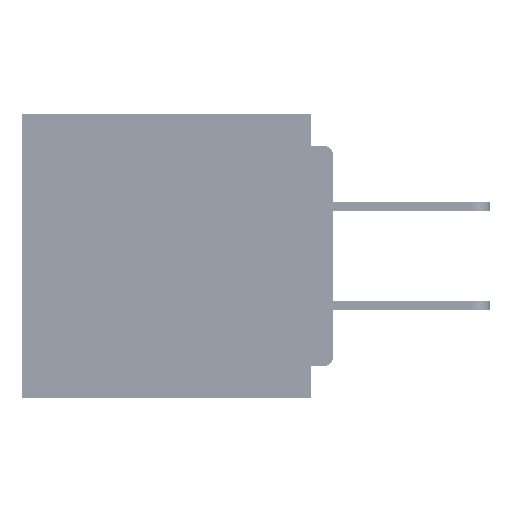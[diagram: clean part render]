
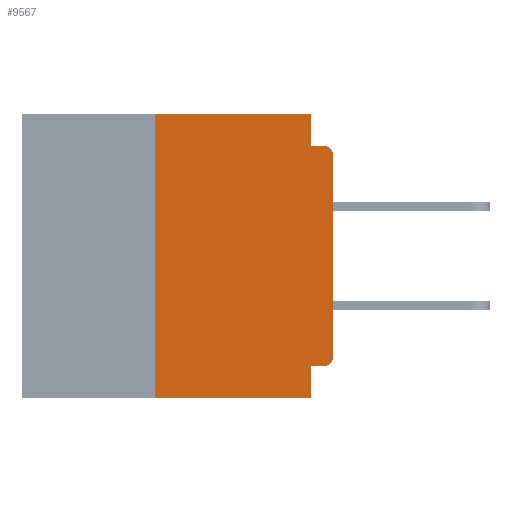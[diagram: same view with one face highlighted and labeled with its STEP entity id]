
A CAD part, left-side view. The second image highlights one B-rep face of the part: STEP entity #9567.
In plain terms, the highlighted planar face has unit normal (-1, 0, 0).
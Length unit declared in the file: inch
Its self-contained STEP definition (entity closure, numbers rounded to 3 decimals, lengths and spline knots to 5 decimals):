
#1518 = VERTEX_POINT ( 'NONE', #28638 ) ;
#7068 = CARTESIAN_POINT ( 'NONE',  ( 0., 0.031, 0. ) ) ;
#7851 = VECTOR ( 'NONE', #50574, 39.37008 ) ;
#8574 = VERTEX_POINT ( 'NONE', #37838 ) ;
#8883 = ORIENTED_EDGE ( 'NONE', *, *, #56320, .F. ) ;
#8941 = ORIENTED_EDGE ( 'NONE', *, *, #54197, .T. ) ;
#9567 = ADVANCED_FACE ( 'NONE', ( #55763 ), #13888, .F. ) ;
#9755 = CARTESIAN_POINT ( 'NONE',  ( 0., 0., -0.34 ) ) ;
#10109 = CARTESIAN_POINT ( 'NONE',  ( 0., 0.031, -0.4 ) ) ;
#10841 = EDGE_CURVE ( 'NONE', #18227, #23561, #48464, .T. ) ;
#12341 = VERTEX_POINT ( 'NONE', #31498 ) ;
#13888 = PLANE ( 'NONE',  #35267 ) ;
#14084 = DIRECTION ( 'NONE',  ( 0., -1., 0. ) ) ;
#15023 = CARTESIAN_POINT ( 'NONE',  ( 0., 0., -0.045 ) ) ;
#16665 = CARTESIAN_POINT ( 'NONE',  ( 0., 0.031, -0.4 ) ) ;
#18227 = VERTEX_POINT ( 'NONE', #64677 ) ;
#18703 = EDGE_CURVE ( 'NONE', #34545, #32197, #58107, .T. ) ;
#18745 = EDGE_LOOP ( 'NONE', ( #28005, #56587, #8883, #28841, #35235, #34479, #8941, #24119, #62253, #23340 ) ) ;
#18982 = CARTESIAN_POINT ( 'NONE',  ( 0., 0.437, 0. ) ) ;
#19812 = LINE ( 'NONE', #15023, #7851 ) ;
#20303 = VECTOR ( 'NONE', #57341, 39.37008 ) ;
#22909 = DIRECTION ( 'NONE',  ( 0., 0., -1. ) ) ;
#22924 = VECTOR ( 'NONE', #48292, 39.37008 ) ;
#23188 = CARTESIAN_POINT ( 'NONE',  ( 0., 0.031, -0.045 ) ) ;
#23340 = ORIENTED_EDGE ( 'NONE', *, *, #54404, .T. ) ;
#23561 = VERTEX_POINT ( 'NONE', #63658 ) ;
#23772 = DIRECTION ( 'NONE',  ( -1., 0., 0. ) ) ;
#24119 = ORIENTED_EDGE ( 'NONE', *, *, #43335, .F. ) ;
#27297 = VECTOR ( 'NONE', #37230, 39.37008 ) ;
#28005 = ORIENTED_EDGE ( 'NONE', *, *, #35966, .T. ) ;
#28060 = CIRCLE ( 'NONE', #48751, 0.015 ) ;
#28312 = CARTESIAN_POINT ( 'NONE',  ( 0., 0., -0.355 ) ) ;
#28638 = CARTESIAN_POINT ( 'NONE',  ( 0., 0.25, -0.4 ) ) ;
#28752 = DIRECTION ( 'NONE',  ( -1., 0., 0. ) ) ;
#28841 = ORIENTED_EDGE ( 'NONE', *, *, #18703, .F. ) ;
#29262 = DIRECTION ( 'NONE',  ( 1., 0., 0. ) ) ;
#31498 = CARTESIAN_POINT ( 'NONE',  ( 0., 0.031, -0.355 ) ) ;
#31649 = VECTOR ( 'NONE', #47366, 39.37008 ) ;
#32117 = CARTESIAN_POINT ( 'NONE',  ( 0., 0.437, -0.4 ) ) ;
#32197 = VERTEX_POINT ( 'NONE', #23188 ) ;
#32810 = VERTEX_POINT ( 'NONE', #38437 ) ;
#33412 = VECTOR ( 'NONE', #58927, 39.37008 ) ;
#34479 = ORIENTED_EDGE ( 'NONE', *, *, #45964, .F. ) ;
#34545 = VERTEX_POINT ( 'NONE', #7068 ) ;
#35235 = ORIENTED_EDGE ( 'NONE', *, *, #56843, .F. ) ;
#35267 = AXIS2_PLACEMENT_3D ( 'NONE', #18982, #29262, #64747 ) ;
#35966 = EDGE_CURVE ( 'NONE', #55623, #18227, #48462, .T. ) ;
#37008 = AXIS2_PLACEMENT_3D ( 'NONE', #54143, #23772, #59297 ) ;
#37230 = DIRECTION ( 'NONE',  ( 0., -1., 0. ) ) ;
#37838 = CARTESIAN_POINT ( 'NONE',  ( 0., 0.015, -0.355 ) ) ;
#38437 = CARTESIAN_POINT ( 'NONE',  ( 0., 0.25, 0. ) ) ;
#39385 = VECTOR ( 'NONE', #14084, 39.37008 ) ;
#41171 = EDGE_CURVE ( 'NONE', #8574, #12341, #58661, .T. ) ;
#43335 = EDGE_CURVE ( 'NONE', #12341, #47083, #48922, .T. ) ;
#45964 = EDGE_CURVE ( 'NONE', #1518, #32810, #46712, .T. ) ;
#46184 = VECTOR ( 'NONE', #22909, 39.37008 ) ;
#46712 = LINE ( 'NONE', #57584, #31649 ) ;
#47083 = VERTEX_POINT ( 'NONE', #10109 ) ;
#47366 = DIRECTION ( 'NONE',  ( 0., 0., 1. ) ) ;
#48292 = DIRECTION ( 'NONE',  ( 0., 1., 0. ) ) ;
#48462 = LINE ( 'NONE', #53803, #33412 ) ;
#48464 = CIRCLE ( 'NONE', #37008, 0.015 ) ;
#48751 = AXIS2_PLACEMENT_3D ( 'NONE', #59166, #28752, #64234 ) ;
#48922 = LINE ( 'NONE', #16665, #20303 ) ;
#49628 = CARTESIAN_POINT ( 'NONE',  ( 0., 0.437, 0. ) ) ;
#50574 = DIRECTION ( 'NONE',  ( 0., -1., 0. ) ) ;
#53803 = CARTESIAN_POINT ( 'NONE',  ( 0., 0., 0. ) ) ;
#54143 = CARTESIAN_POINT ( 'NONE',  ( 0., 0.015, -0.06 ) ) ;
#54197 = EDGE_CURVE ( 'NONE', #1518, #47083, #54273, .T. ) ;
#54273 = LINE ( 'NONE', #32117, #27297 ) ;
#54404 = EDGE_CURVE ( 'NONE', #8574, #55623, #28060, .T. ) ;
#54445 = LINE ( 'NONE', #49628, #39385 ) ;
#55623 = VERTEX_POINT ( 'NONE', #9755 ) ;
#55763 = FACE_OUTER_BOUND ( 'NONE', #18745, .T. ) ;
#56320 = EDGE_CURVE ( 'NONE', #32197, #23561, #19812, .T. ) ;
#56587 = ORIENTED_EDGE ( 'NONE', *, *, #10841, .T. ) ;
#56843 = EDGE_CURVE ( 'NONE', #32810, #34545, #54445, .T. ) ;
#57341 = DIRECTION ( 'NONE',  ( 0., 0., -1. ) ) ;
#57584 = CARTESIAN_POINT ( 'NONE',  ( 0., 0.25, -0.4 ) ) ;
#58107 = LINE ( 'NONE', #63290, #46184 ) ;
#58661 = LINE ( 'NONE', #28312, #22924 ) ;
#58927 = DIRECTION ( 'NONE',  ( 0., 0., 1. ) ) ;
#59166 = CARTESIAN_POINT ( 'NONE',  ( 0., 0.015, -0.34 ) ) ;
#59297 = DIRECTION ( 'NONE',  ( 0., 0., -1. ) ) ;
#62253 = ORIENTED_EDGE ( 'NONE', *, *, #41171, .F. ) ;
#63290 = CARTESIAN_POINT ( 'NONE',  ( 0., 0.031, 0. ) ) ;
#63658 = CARTESIAN_POINT ( 'NONE',  ( 0., 0.015, -0.045 ) ) ;
#64234 = DIRECTION ( 'NONE',  ( 0., 0., -1. ) ) ;
#64677 = CARTESIAN_POINT ( 'NONE',  ( 0., 0., -0.06 ) ) ;
#64747 = DIRECTION ( 'NONE',  ( 0., 0., -1. ) ) ;
